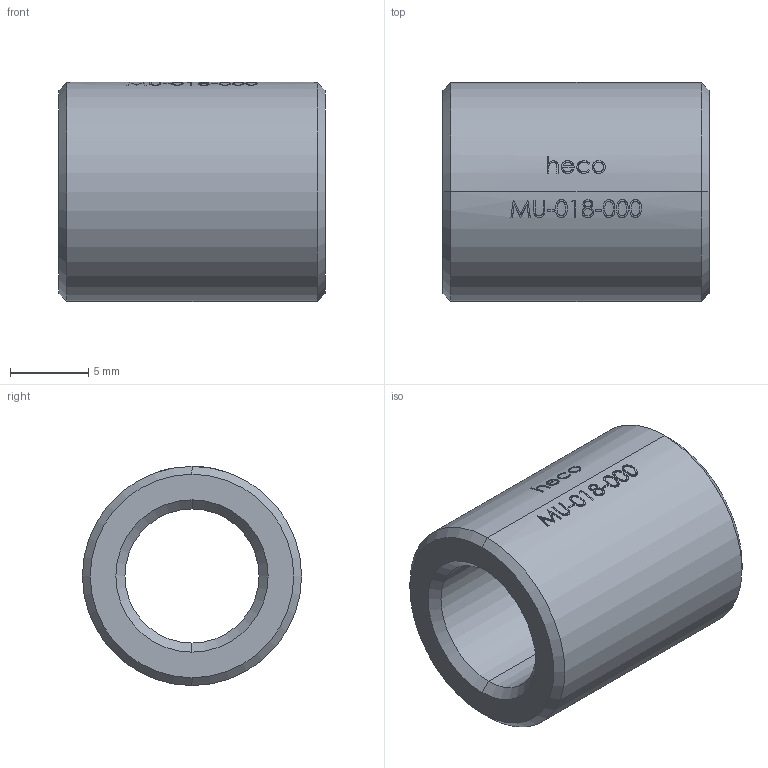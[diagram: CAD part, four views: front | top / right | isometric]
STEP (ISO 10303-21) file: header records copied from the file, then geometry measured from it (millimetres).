
FILE_DESCRIPTION (( 'STEP AP214' ), '1' );
FILE_NAME ('MU-018-000-x Muffe heco 1805.STEP', '2018-05-16T12:45:26', ( '' ), ( '' ), 'SwSTEP 2.0', 'SolidWorks 2016', '' );
FILE_SCHEMA (( 'AUTOMOTIVE_DESIGN' ));
Length unit declared in the file: millimetre
Products named in the file (1): MU-018-000-x Muffe heco 1805
Bounding box: 17 x 14 x 14 mm (x, y, z)
Volume: 1616 mm3; surface area: 1356.4 mm2
Topology: 1 solids, 1 shells, 177 faces, 451 edges, 298 vertices
Faces by surface type: bspline 107, plane 36, cylinder 26, cone 8
Entity records: 15309 total; most frequent: CARTESIAN_POINT 10213, ORIENTED_EDGE 902, EDGE_CURVE 451, B_SPLINE_CURVE_WITH_KNOTS 333, DIRECTION 306, VERTEX_POINT 298, EDGE_LOOP 201, FACE_OUTER_BOUND 177
